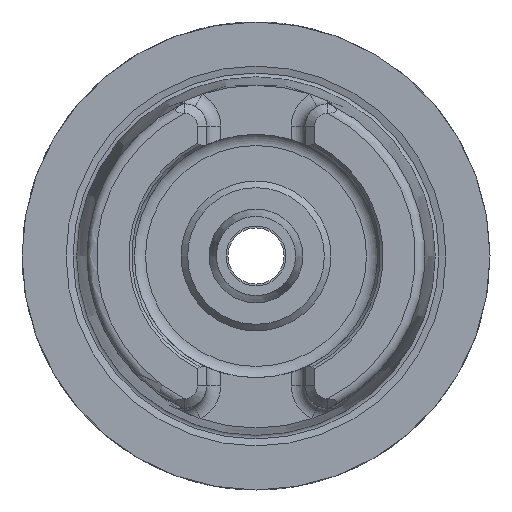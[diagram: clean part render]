
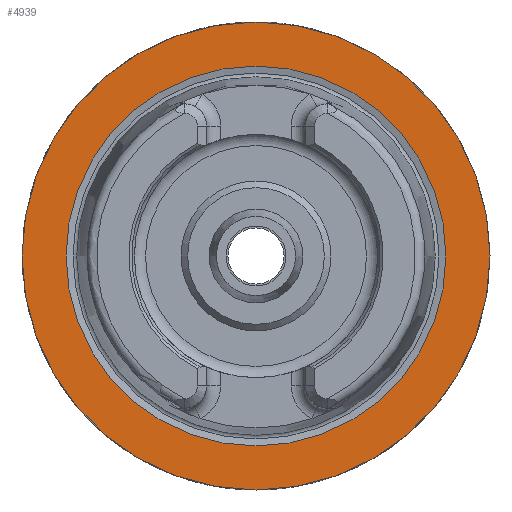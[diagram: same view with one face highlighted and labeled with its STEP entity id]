
A CAD part, left-side view. The second image highlights one B-rep face of the part: STEP entity #4939.
In plain terms, the highlighted planar face has unit normal (-1, 0, 0).
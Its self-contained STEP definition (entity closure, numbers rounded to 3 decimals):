
#4451=CARTESIAN_POINT('',(0.0,25.,0.0));
#4452=VERTEX_POINT('',#4451);
#4453=CARTESIAN_POINT('',(0.0,0.0,0.0));
#4454=DIRECTION('',(1.0,0.0,0.0));
#4455=DIRECTION('',(0.0,1.0,0.0));
#4456=AXIS2_PLACEMENT_3D('',#4453,#4454,#4455);
#4457=CIRCLE('',#4456,25.);
#4458=EDGE_CURVE('',#4452,#4452,#4457,.T.);
#4913=CARTESIAN_POINT('',(0.0,20.296,0.0));
#4914=VERTEX_POINT('',#4913);
#4915=CARTESIAN_POINT('',(0.0,0.0,0.0));
#4916=DIRECTION('',(1.0,0.0,0.0));
#4917=DIRECTION('',(0.0,1.0,0.0));
#4918=AXIS2_PLACEMENT_3D('',#4915,#4916,#4917);
#4919=CIRCLE('',#4918,20.296);
#4920=EDGE_CURVE('',#4914,#4914,#4919,.T.);
#4928=CARTESIAN_POINT('',(0.0,22.648,0.0));
#4929=DIRECTION('',(-1.0,0.0,0.0));
#4930=DIRECTION('',(0.0,0.0,1.0));
#4931=AXIS2_PLACEMENT_3D('',#4928,#4929,#4930);
#4932=PLANE('',#4931);
#4933=ORIENTED_EDGE('',*,*,#4458,.F.);
#4934=EDGE_LOOP('',(#4933));
#4935=FACE_OUTER_BOUND('',#4934,.T.);
#4936=ORIENTED_EDGE('',*,*,#4920,.T.);
#4937=EDGE_LOOP('',(#4936));
#4938=FACE_BOUND('',#4937,.T.);
#4939=ADVANCED_FACE('',(#4935,#4938),#4932,.T.);
